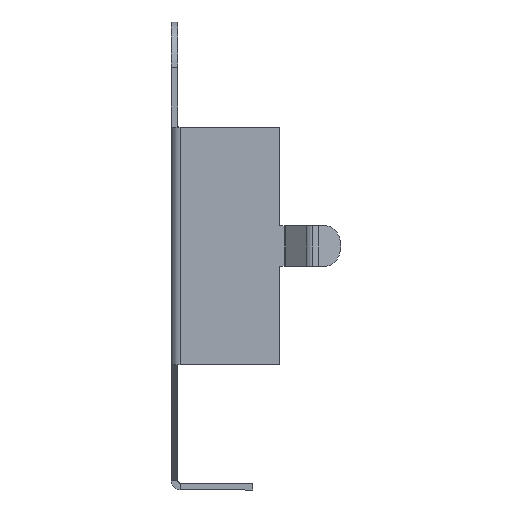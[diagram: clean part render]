
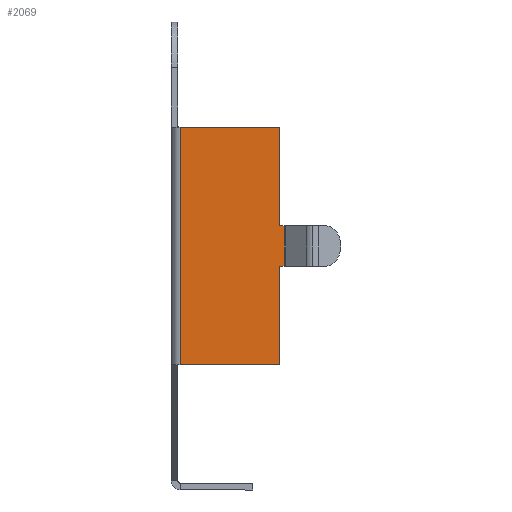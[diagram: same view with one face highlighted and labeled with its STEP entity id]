
A CAD part, left-side view. The second image highlights one B-rep face of the part: STEP entity #2069.
In plain terms, the highlighted planar face has unit normal (-1, 0, 0).
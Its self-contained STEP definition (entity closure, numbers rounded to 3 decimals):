
#30 = VECTOR ( 'NONE', #35, 1000. ) ;
#35 = DIRECTION ( 'NONE',  ( 0., -1., 0. ) ) ;
#45 = CARTESIAN_POINT ( 'NONE',  ( -9.27, 0., 0. ) ) ;
#117 = LINE ( 'NONE', #2269, #3126 ) ;
#174 = ORIENTED_EDGE ( 'NONE', *, *, #947, .F. ) ;
#363 = CARTESIAN_POINT ( 'NONE',  ( -9.27, -0.06, -0.385 ) ) ;
#436 = CARTESIAN_POINT ( 'NONE',  ( -9.27, -0.06, -4.07 ) ) ;
#519 = VERTEX_POINT ( 'NONE', #1438 ) ;
#571 = VECTOR ( 'NONE', #3059, 1000. ) ;
#597 = CARTESIAN_POINT ( 'NONE',  ( -9.27, 3.75, 4.82 ) ) ;
#744 = CARTESIAN_POINT ( 'NONE',  ( -9.27, -0.06, 1.135 ) ) ;
#756 = AXIS2_PLACEMENT_3D ( 'NONE', #45, #2007, #1468 ) ;
#779 = DIRECTION ( 'NONE',  ( 0., -1., 0. ) ) ;
#840 = ORIENTED_EDGE ( 'NONE', *, *, #2099, .F. ) ;
#894 = EDGE_CURVE ( 'NONE', #1022, #1085, #117, .T. ) ;
#910 = LINE ( 'NONE', #436, #2652 ) ;
#914 = CARTESIAN_POINT ( 'NONE',  ( -9.27, -0.06, -4.07 ) ) ;
#935 = VECTOR ( 'NONE', #3070, 1000. ) ;
#939 = CARTESIAN_POINT ( 'NONE',  ( -9.27, -0.06, 4.82 ) ) ;
#947 = EDGE_CURVE ( 'NONE', #3404, #2580, #1654, .T. ) ;
#1014 = ORIENTED_EDGE ( 'NONE', *, *, #1665, .F. ) ;
#1022 = VERTEX_POINT ( 'NONE', #3417 ) ;
#1085 = VERTEX_POINT ( 'NONE', #914 ) ;
#1137 = CARTESIAN_POINT ( 'NONE',  ( -9.27, 3.65, 4.82 ) ) ;
#1194 = EDGE_CURVE ( 'NONE', #1085, #1640, #910, .T. ) ;
#1262 = VECTOR ( 'NONE', #779, 1000. ) ;
#1287 = ORIENTED_EDGE ( 'NONE', *, *, #2498, .F. ) ;
#1307 = CARTESIAN_POINT ( 'NONE',  ( -9.27, -0.224, -0.385 ) ) ;
#1310 = ORIENTED_EDGE ( 'NONE', *, *, #894, .F. ) ;
#1312 = LINE ( 'NONE', #2764, #2586 ) ;
#1403 = DIRECTION ( 'NONE',  ( 0., 0., 1. ) ) ;
#1438 = CARTESIAN_POINT ( 'NONE',  ( -9.27, -0.06, 1.135 ) ) ;
#1466 = LINE ( 'NONE', #2470, #571 ) ;
#1468 = DIRECTION ( 'NONE',  ( 0., 1., 0. ) ) ;
#1570 = CARTESIAN_POINT ( 'NONE',  ( -9.27, -0.06, 4.82 ) ) ;
#1640 = VERTEX_POINT ( 'NONE', #1864 ) ;
#1654 = LINE ( 'NONE', #597, #30 ) ;
#1665 = EDGE_CURVE ( 'NONE', #2455, #2590, #1466, .T. ) ;
#1689 = DIRECTION ( 'NONE',  ( 0., 0., -1. ) ) ;
#1805 = VECTOR ( 'NONE', #2510, 1000. ) ;
#1864 = CARTESIAN_POINT ( 'NONE',  ( -9.27, 3.65, -4.07 ) ) ;
#1969 = LINE ( 'NONE', #744, #1262 ) ;
#2007 = DIRECTION ( 'NONE',  ( 1., 0., 0. ) ) ;
#2069 = ADVANCED_FACE ( 'NONE', ( #3233 ), #3093, .F. ) ;
#2099 = EDGE_CURVE ( 'NONE', #2580, #519, #3318, .T. ) ;
#2144 = ORIENTED_EDGE ( 'NONE', *, *, #3074, .F. ) ;
#2193 = LINE ( 'NONE', #363, #935 ) ;
#2269 = CARTESIAN_POINT ( 'NONE',  ( -9.27, -0.06, 4.82 ) ) ;
#2343 = ORIENTED_EDGE ( 'NONE', *, *, #2963, .T. ) ;
#2455 = VERTEX_POINT ( 'NONE', #3171 ) ;
#2470 = CARTESIAN_POINT ( 'NONE',  ( -9.27, -0.224, 1.135 ) ) ;
#2498 = EDGE_CURVE ( 'NONE', #519, #2455, #1969, .T. ) ;
#2510 = DIRECTION ( 'NONE',  ( 0., 0., -1. ) ) ;
#2580 = VERTEX_POINT ( 'NONE', #1570 ) ;
#2586 = VECTOR ( 'NONE', #1403, 1000. ) ;
#2590 = VERTEX_POINT ( 'NONE', #1307 ) ;
#2652 = VECTOR ( 'NONE', #2887, 1000. ) ;
#2764 = CARTESIAN_POINT ( 'NONE',  ( -9.27, 3.65, 4.82 ) ) ;
#2887 = DIRECTION ( 'NONE',  ( 0., 1., 0. ) ) ;
#2963 = EDGE_CURVE ( 'NONE', #1022, #2590, #2193, .T. ) ;
#3059 = DIRECTION ( 'NONE',  ( 0., 0., -1. ) ) ;
#3070 = DIRECTION ( 'NONE',  ( 0., -1., 0. ) ) ;
#3074 = EDGE_CURVE ( 'NONE', #1640, #3404, #1312, .T. ) ;
#3093 = PLANE ( 'NONE',  #756 ) ;
#3126 = VECTOR ( 'NONE', #1689, 1000. ) ;
#3171 = CARTESIAN_POINT ( 'NONE',  ( -9.27, -0.224, 1.135 ) ) ;
#3231 = ORIENTED_EDGE ( 'NONE', *, *, #1194, .F. ) ;
#3233 = FACE_OUTER_BOUND ( 'NONE', #3273, .T. ) ;
#3273 = EDGE_LOOP ( 'NONE', ( #2144, #3231, #1310, #2343, #1014, #1287, #840, #174 ) ) ;
#3318 = LINE ( 'NONE', #939, #1805 ) ;
#3404 = VERTEX_POINT ( 'NONE', #1137 ) ;
#3417 = CARTESIAN_POINT ( 'NONE',  ( -9.27, -0.06, -0.385 ) ) ;
